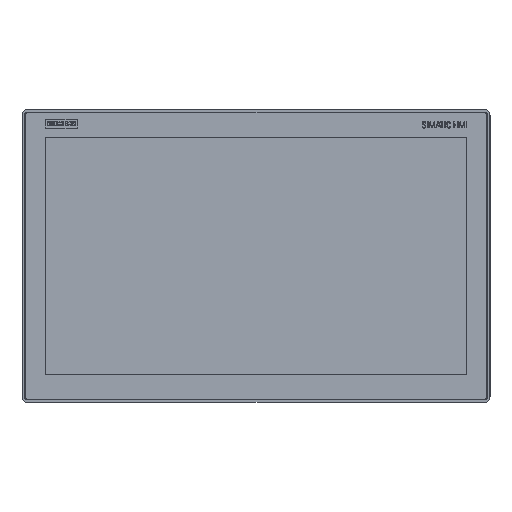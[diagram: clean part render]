
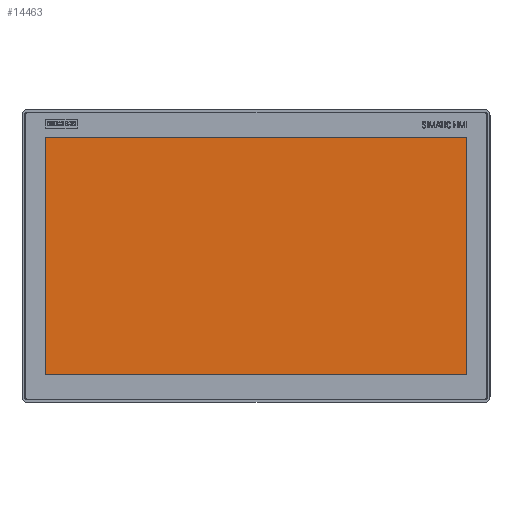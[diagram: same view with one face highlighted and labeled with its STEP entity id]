
A CAD part, top view. The second image highlights one B-rep face of the part: STEP entity #14463.
In plain terms, the highlighted planar face has unit normal (0, 0, 1).
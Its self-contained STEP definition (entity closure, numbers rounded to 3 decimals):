
#14463=ADVANCED_FACE('',(#18096),#16610,.T.);
#16610=PLANE('',#51315);
#18096=FACE_OUTER_BOUND('',#20210,.T.);
#20210=EDGE_LOOP('',(#24137,#24138,#24139,#24140));
#24137=ORIENTED_EDGE('',*,*,#37960,.F.);
#24138=ORIENTED_EDGE('',*,*,#37963,.F.);
#24139=ORIENTED_EDGE('',*,*,#37965,.F.);
#24140=ORIENTED_EDGE('',*,*,#37966,.F.);
#33994=VERTEX_POINT('',#63164);
#33995=VERTEX_POINT('',#63166);
#33996=VERTEX_POINT('',#63170);
#33997=VERTEX_POINT('',#63174);
#37960=EDGE_CURVE('',#33994,#33995,#43289,.T.);
#37963=EDGE_CURVE('',#33996,#33994,#43292,.T.);
#37965=EDGE_CURVE('',#33997,#33996,#43294,.T.);
#37966=EDGE_CURVE('',#33995,#33997,#43295,.T.);
#43289=LINE('',#63165,#46318);
#43292=LINE('',#63171,#46321);
#43294=LINE('',#63175,#46323);
#43295=LINE('',#63177,#46324);
#46318=VECTOR('',#54751,1.);
#46321=VECTOR('',#54756,1.);
#46323=VECTOR('',#54760,1.);
#46324=VECTOR('',#54763,1.);
#51315=AXIS2_PLACEMENT_3D('',#63179,#54766,#54767);
#54751=DIRECTION('',(0.,1.,0.));
#54756=DIRECTION('',(-1.,0.,0.));
#54760=DIRECTION('',(0.,-1.,0.));
#54763=DIRECTION('',(1.,0.,0.));
#54766=DIRECTION('',(0.,0.,1.));
#54767=DIRECTION('',(1.,0.,0.));
#63164=CARTESIAN_POINT('',(-423.492,-529.492,-16.91));
#63165=CARTESIAN_POINT('',(-423.492,-260.492,-16.91));
#63166=CARTESIAN_POINT('',(-423.492,-260.492,-16.91));
#63170=CARTESIAN_POINT('',(53.508,-529.492,-16.91));
#63171=CARTESIAN_POINT('',(-423.492,-529.492,-16.91));
#63174=CARTESIAN_POINT('',(53.508,-260.492,-16.91));
#63175=CARTESIAN_POINT('',(53.508,-529.492,-16.91));
#63177=CARTESIAN_POINT('',(53.508,-260.492,-16.91));
#63179=CARTESIAN_POINT('',(0.,0.,-16.91));
